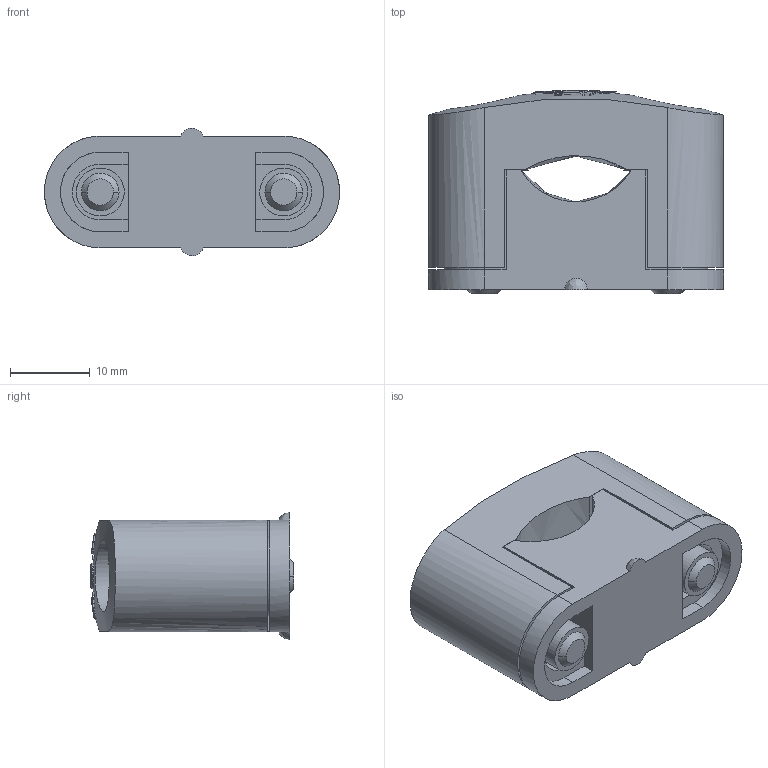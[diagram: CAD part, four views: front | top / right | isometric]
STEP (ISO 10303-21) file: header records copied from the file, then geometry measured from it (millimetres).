
FILE_DESCRIPTION(/* description */ (''),/* implementation_level */ '2;1');
FILE_NAME(/* name */ '2124173',/* time_stamp */ '2015-07-24T15:17:35+02:00',/* author */ (''),/* organization */ (''),/* preprocessor_version */ 'ST-DEVELOPER v15',/* originating_system */ '',/* authorisation */ '');
FILE_SCHEMA (('CONFIG_CONTROL_DESIGN'));
Length unit declared in the file: millimetre
Products named in the file (2): Document; Block 01
Assembly tree (1 placements, depth 2):
  Document
    Block 01
Bounding box: 36.99 x 25.5 x 16 mm (x, y, z)
Volume: 5687.9 mm3; surface area: 7298.3 mm2
Topology: 3 solids, 4 shells, 278 faces, 723 edges, 474 vertices
Faces by surface type: bspline 167, plane 111
Entity records: 15061 total; most frequent: CARTESIAN_POINT 10346, ORIENTED_EDGE 1424, EDGE_CURVE 721, B_SPLINE_CURVE_WITH_KNOTS 556, VERTEX_POINT 474, EDGE_LOOP 318, ADVANCED_FACE 278, FACE_OUTER_BOUND 278
